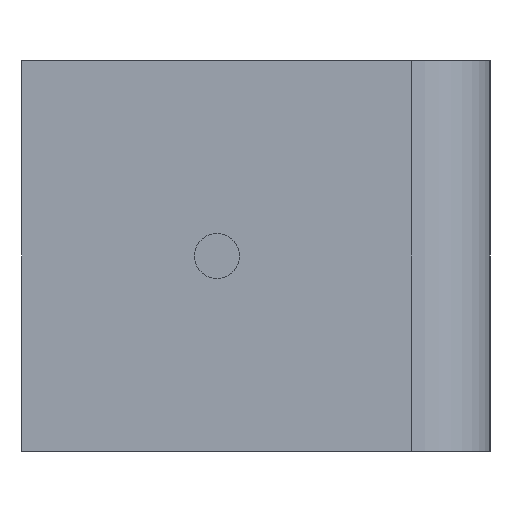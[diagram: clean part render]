
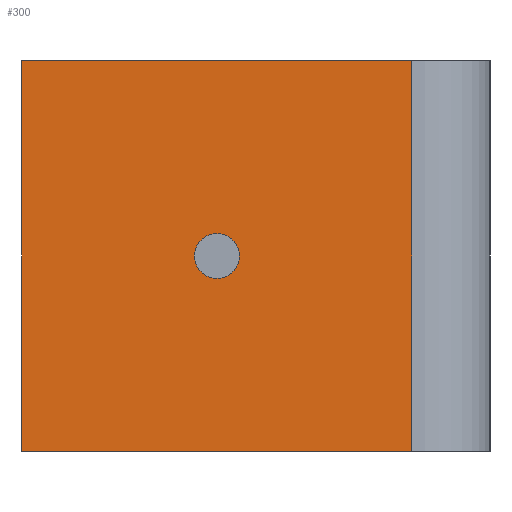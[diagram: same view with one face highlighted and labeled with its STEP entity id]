
A CAD part, left-side view. The second image highlights one B-rep face of the part: STEP entity #300.
In plain terms, the highlighted planar face has unit normal (-1, 0, 0).
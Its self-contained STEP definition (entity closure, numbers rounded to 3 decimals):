
#28 = EDGE_LOOP ( 'NONE', ( #308, #315, #314, #316 ) ) ;
#30 = EDGE_LOOP ( 'NONE', ( #312, #311 ) ) ;
#47 = VERTEX_POINT ( 'NONE', #205 ) ;
#48 = VERTEX_POINT ( 'NONE', #208 ) ;
#54 = VERTEX_POINT ( 'NONE', #420 ) ;
#60 = CARTESIAN_POINT ( 'NONE',  ( -11.11, -3.965, 3.97 ) ) ;
#62 = PLANE ( 'NONE',  #202 ) ;
#64 = DIRECTION ( 'NONE',  ( 1., 0., 0. ) ) ;
#65 = DIRECTION ( 'NONE',  ( 0., 0., -1. ) ) ;
#89 = AXIS2_PLACEMENT_3D ( 'NONE', #129, #130, #267 ) ;
#93 = AXIS2_PLACEMENT_3D ( 'NONE', #167, #168, #169 ) ;
#129 = CARTESIAN_POINT ( 'NONE',  ( -11.11, 0., 0. ) ) ;
#130 = DIRECTION ( 'NONE',  ( 1., 0., 0. ) ) ;
#152 = CARTESIAN_POINT ( 'NONE',  ( -11.11, 3.965, 3.97 ) ) ;
#158 = CARTESIAN_POINT ( 'NONE',  ( -11.11, -3.965, 3.97 ) ) ;
#162 = CARTESIAN_POINT ( 'NONE',  ( -11.11, -3.965, -3.97 ) ) ;
#164 = DIRECTION ( 'NONE',  ( 0., -1., 0. ) ) ;
#165 = DIRECTION ( 'NONE',  ( 0., -1., 0. ) ) ;
#167 = CARTESIAN_POINT ( 'NONE',  ( -11.11, 0., 0. ) ) ;
#168 = DIRECTION ( 'NONE',  ( 1., 0., 0. ) ) ;
#169 = DIRECTION ( 'NONE',  ( 0., 0., -1. ) ) ;
#178 = DIRECTION ( 'NONE',  ( 0., 0., -1. ) ) ;
#202 = AXIS2_PLACEMENT_3D ( 'NONE', #60, #64, #65 ) ;
#205 = CARTESIAN_POINT ( 'NONE',  ( -11.11, 3.965, 3.97 ) ) ;
#208 = CARTESIAN_POINT ( 'NONE',  ( -11.11, 0., -0.457 ) ) ;
#227 = VECTOR ( 'NONE', #165, 1000. ) ;
#228 = CIRCLE ( 'NONE', #93, 0.457 ) ;
#231 = VECTOR ( 'NONE', #164, 1000. ) ;
#235 = VECTOR ( 'NONE', #276, 1000. ) ;
#236 = LINE ( 'NONE', #275, #235 ) ;
#237 = LINE ( 'NONE', #162, #231 ) ;
#240 = LINE ( 'NONE', #158, #227 ) ;
#252 = CIRCLE ( 'NONE', #89, 0.457 ) ;
#263 = FACE_OUTER_BOUND ( 'NONE', #28, .T. ) ;
#264 = FACE_BOUND ( 'NONE', #30, .T. ) ;
#267 = DIRECTION ( 'NONE',  ( 0., 0., -1. ) ) ;
#275 = CARTESIAN_POINT ( 'NONE',  ( -11.11, -3.965, 3.97 ) ) ;
#276 = DIRECTION ( 'NONE',  ( 0., 0., -1. ) ) ;
#296 = CARTESIAN_POINT ( 'NONE',  ( -11.11, 0., 0.457 ) ) ;
#297 = CARTESIAN_POINT ( 'NONE',  ( -11.11, -3.965, 3.97 ) ) ;
#298 = CARTESIAN_POINT ( 'NONE',  ( -11.11, -3.965, -3.97 ) ) ;
#300 = ADVANCED_FACE ( 'NONE', ( #264, #263 ), #62, .F. ) ;
#308 = ORIENTED_EDGE ( 'NONE', *, *, #356, .T. ) ;
#311 = ORIENTED_EDGE ( 'NONE', *, *, #358, .T. ) ;
#312 = ORIENTED_EDGE ( 'NONE', *, *, #348, .T. ) ;
#314 = ORIENTED_EDGE ( 'NONE', *, *, #357, .F. ) ;
#315 = ORIENTED_EDGE ( 'NONE', *, *, #355, .F. ) ;
#316 = ORIENTED_EDGE ( 'NONE', *, *, #374, .T. ) ;
#317 = VERTEX_POINT ( 'NONE', #298 ) ;
#318 = VERTEX_POINT ( 'NONE', #296 ) ;
#320 = VERTEX_POINT ( 'NONE', #297 ) ;
#338 = VECTOR ( 'NONE', #178, 1000. ) ;
#340 = LINE ( 'NONE', #152, #338 ) ;
#348 = EDGE_CURVE ( 'NONE', #48, #318, #252, .T. ) ;
#355 = EDGE_CURVE ( 'NONE', #320, #317, #236, .T. ) ;
#356 = EDGE_CURVE ( 'NONE', #54, #317, #237, .T. ) ;
#357 = EDGE_CURVE ( 'NONE', #47, #320, #240, .T. ) ;
#358 = EDGE_CURVE ( 'NONE', #318, #48, #228, .T. ) ;
#374 = EDGE_CURVE ( 'NONE', #47, #54, #340, .T. ) ;
#420 = CARTESIAN_POINT ( 'NONE',  ( -11.11, 3.965, -3.97 ) ) ;
